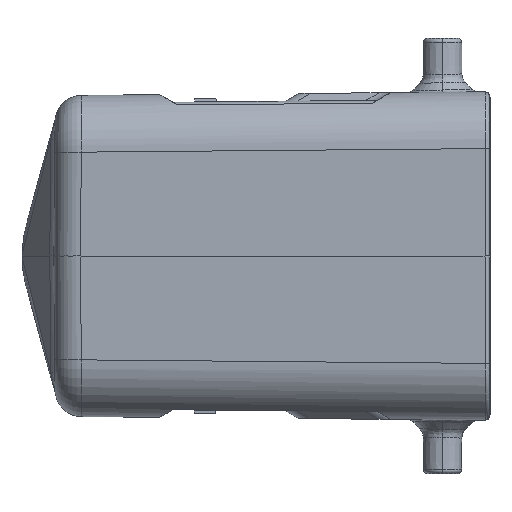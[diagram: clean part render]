
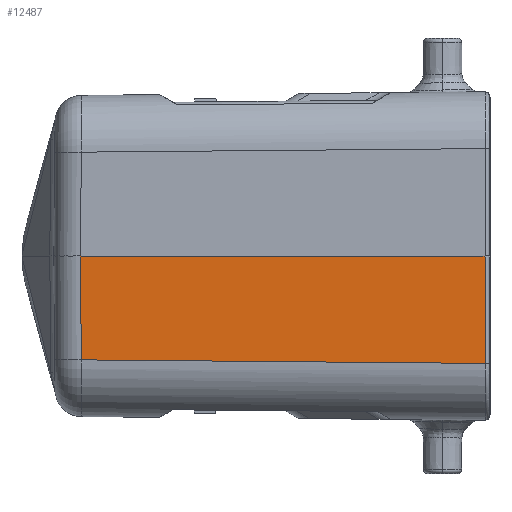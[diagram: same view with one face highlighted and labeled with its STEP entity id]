
A CAD part, left-side view. The second image highlights one B-rep face of the part: STEP entity #12487.
In plain terms, the highlighted planar face has unit normal (-1, 0.009, -0.009).
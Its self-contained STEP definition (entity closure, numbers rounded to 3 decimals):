
#3303=CARTESIAN_POINT('',(-36.033,123.531,
0.));
#3314=DIRECTION('',(-0.009,0.,1.));
#3315=VECTOR('',#3314,14.062);
#3316=CARTESIAN_POINT('',(-36.373,70.504,
-14.061));
#3317=LINE('',#3316,#3315);
#3318=DIRECTION('',(0.009,1.,0.009));
#3319=VECTOR('',#3318,52.912);
#3320=CARTESIAN_POINT('',(-36.373,70.504,
-14.061));
#3321=LINE('',#3320,#3319);
#3322=DIRECTION('',(0.009,-0.009,-1.));
#3323=VECTOR('',#3322,13.601);
#3324=CARTESIAN_POINT('',(-36.033,123.531,
0.));
#3325=LINE('',#3324,#3323);
#3326=CARTESIAN_POINT('',(-36.491,71.009,
-0.001));
#3327=CARTESIAN_POINT('',(-36.493,70.841,
-0.001));
#3328=CARTESIAN_POINT('',(-36.494,70.672,
0.));
#3329=CARTESIAN_POINT('',(-36.496,70.504,
0.));
#3348=DIRECTION('',(-0.009,-1.,0.));
#3349=VECTOR('',#3348,52.524);
#3350=CARTESIAN_POINT('',(-36.033,123.531,
0.));
#3351=LINE('',#3350,#3349);
#3371=CARTESIAN_POINT('',(-36.373,70.504,
-14.061));
#6347=VERTEX_POINT('',#3303);
#6381=CARTESIAN_POINT('',(-35.915,123.412,
-13.6));
#6382=VERTEX_POINT('',#6381);
#6383=CARTESIAN_POINT('',(-36.491,71.009,
-0.001));
#6384=VERTEX_POINT('',#6383);
#6926=CARTESIAN_POINT('',(-36.496,70.504,
0.));
#6928=VERTEX_POINT('',#6926);
#6959=VERTEX_POINT('',#3371);
#12471=CARTESIAN_POINT('',(-36.511,70.,1.225));
#12472=DIRECTION('',(-1.,0.009,-0.009));
#12473=DIRECTION('',(0.009,0.,-1.));
#12474=AXIS2_PLACEMENT_3D('',#12471,#12472,#12473);
#12475=PLANE('',#12474);
#12477=ORIENTED_EDGE('',*,*,#12476,.F.);
#12479=ORIENTED_EDGE('',*,*,#12478,.T.);
#12480=ORIENTED_EDGE('',*,*,#12463,.F.);
#12482=ORIENTED_EDGE('',*,*,#12481,.T.);
#12484=ORIENTED_EDGE('',*,*,#12483,.T.);
#12485=EDGE_LOOP('',(#12477,#12479,#12480,#12482,#12484));
#12486=FACE_OUTER_BOUND('',#12485,.F.);
#3330=B_SPLINE_CURVE_WITH_KNOTS('',3,(#3326,#3327,#3328,#3329),.UNSPECIFIED.,
.F.,.F.,(4,4),(0.,1.),.UNSPECIFIED.);
#12463=EDGE_CURVE('',#6347,#6382,#3325,.T.);
#12476=EDGE_CURVE('',#6959,#6928,#3317,.T.);
#12478=EDGE_CURVE('',#6959,#6382,#3321,.T.);
#12481=EDGE_CURVE('',#6347,#6384,#3351,.T.);
#12483=EDGE_CURVE('',#6384,#6928,#3330,.T.);
#12487=ADVANCED_FACE('',(#12486),#12475,.T.);
